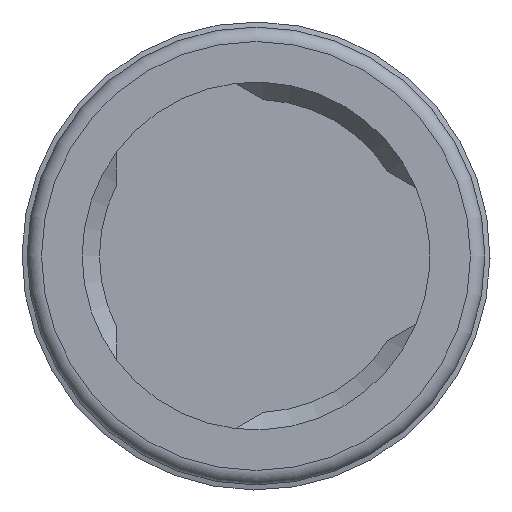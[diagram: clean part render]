
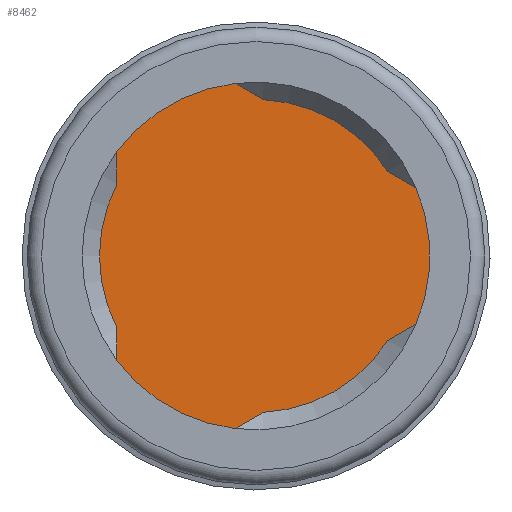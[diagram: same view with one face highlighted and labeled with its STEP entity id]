
A CAD part, left-side view. The second image highlights one B-rep face of the part: STEP entity #8462.
In plain terms, the highlighted planar face has unit normal (-1, 0, 0).
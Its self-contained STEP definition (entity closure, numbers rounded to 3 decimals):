
#302=PLANE('',#9025);
#1068=FACE_OUTER_BOUND('',#1565,.T.);
#1565=EDGE_LOOP('',(#5670,#5671));
#2125=CIRCLE('',#9026,6.15);
#2126=CIRCLE('',#9027,6.15);
#3517=VERTEX_POINT('',#18205);
#3518=VERTEX_POINT('',#18206);
#4382=EDGE_CURVE('',#3517,#3518,#2125,.T.);
#4383=EDGE_CURVE('',#3518,#3517,#2126,.T.);
#5670=ORIENTED_EDGE('',*,*,#4382,.T.);
#5671=ORIENTED_EDGE('',*,*,#4383,.T.);
#8462=ADVANCED_FACE('',(#1068),#302,.T.);
#9025=AXIS2_PLACEMENT_3D('',#18204,#9643,#9644);
#9026=AXIS2_PLACEMENT_3D('',#18207,#9645,#9646);
#9027=AXIS2_PLACEMENT_3D('',#18208,#9647,#9648);
#9643=DIRECTION('center_axis',(-1.,0.,0.));
#9644=DIRECTION('ref_axis',(0.,0.,1.));
#9645=DIRECTION('center_axis',(-1.,0.,0.));
#9646=DIRECTION('ref_axis',(0.,-1.,0.));
#9647=DIRECTION('center_axis',(-1.,0.,0.));
#9648=DIRECTION('ref_axis',(0.,-1.,0.));
#18204=CARTESIAN_POINT('Origin',(10.,-5.475,0.));
#18205=CARTESIAN_POINT('',(10.,-6.15,0.));
#18206=CARTESIAN_POINT('',(10.,6.15,0.));
#18207=CARTESIAN_POINT('Origin',(10.,0.,0.));
#18208=CARTESIAN_POINT('Origin',(10.,0.,0.));
